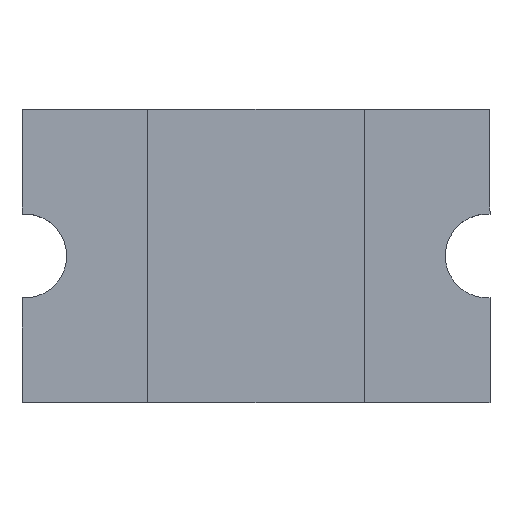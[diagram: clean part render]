
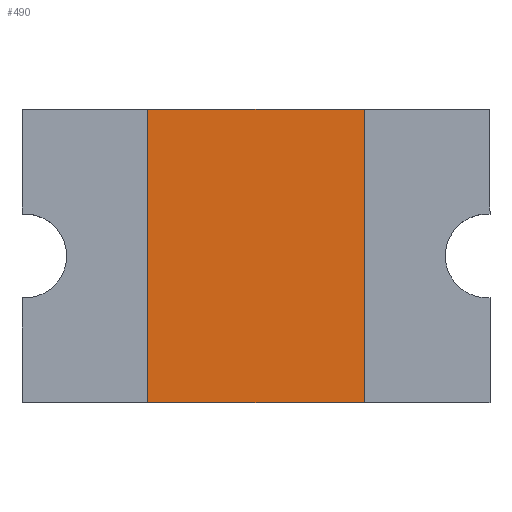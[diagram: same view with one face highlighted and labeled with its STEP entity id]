
A CAD part, top view. The second image highlights one B-rep face of the part: STEP entity #490.
In plain terms, the highlighted planar face has unit normal (0, 0, 1).
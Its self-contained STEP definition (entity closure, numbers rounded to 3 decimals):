
#1 = FACE_OUTER_BOUND ( 'NONE', #205, .T. ) ;
#15 = VERTEX_POINT ( 'NONE', #648 ) ;
#25 = VERTEX_POINT ( 'NONE', #571 ) ;
#33 = VECTOR ( 'NONE', #176, 1000. ) ;
#36 = LINE ( 'NONE', #304, #407 ) ;
#37 = ORIENTED_EDGE ( 'NONE', *, *, #374, .T. ) ;
#78 = DIRECTION ( 'NONE',  ( 0., 0., -1. ) ) ;
#87 = EDGE_CURVE ( 'NONE', #15, #255, #36, .T. ) ;
#93 = ORIENTED_EDGE ( 'NONE', *, *, #177, .T. ) ;
#154 = EDGE_CURVE ( 'NONE', #255, #25, #514, .T. ) ;
#176 = DIRECTION ( 'NONE',  ( 0., 1., 0. ) ) ;
#177 = EDGE_CURVE ( 'NONE', #606, #15, #722, .T. ) ;
#196 = CARTESIAN_POINT ( 'NONE',  ( 0., 0., 0.52 ) ) ;
#205 = EDGE_LOOP ( 'NONE', ( #824, #378, #37, #93 ) ) ;
#216 = DIRECTION ( 'NONE',  ( -1., 0., 0. ) ) ;
#255 = VERTEX_POINT ( 'NONE', #577 ) ;
#304 = CARTESIAN_POINT ( 'NONE',  ( -27.347, -16.029, 0.52 ) ) ;
#324 = DIRECTION ( 'NONE',  ( 0., -1., 0. ) ) ;
#345 = AXIS2_PLACEMENT_3D ( 'NONE', #196, #78, #396 ) ;
#352 = VECTOR ( 'NONE', #324, 1000. ) ;
#374 = EDGE_CURVE ( 'NONE', #25, #606, #774, .T. ) ;
#378 = ORIENTED_EDGE ( 'NONE', *, *, #154, .T. ) ;
#396 = DIRECTION ( 'NONE',  ( -1., 0., 0. ) ) ;
#399 = PLANE ( 'NONE',  #345 ) ;
#407 = VECTOR ( 'NONE', #216, 1000. ) ;
#411 = CARTESIAN_POINT ( 'NONE',  ( -26.316, -17.428, 0.52 ) ) ;
#443 = CARTESIAN_POINT ( 'NONE',  ( -26.316, -16.029, 0.52 ) ) ;
#490 = ADVANCED_FACE ( 'NONE', ( #1 ), #399, .F. ) ;
#514 = LINE ( 'NONE', #724, #352 ) ;
#571 = CARTESIAN_POINT ( 'NONE',  ( -27.347, -17.428, 0.52 ) ) ;
#577 = CARTESIAN_POINT ( 'NONE',  ( -27.347, -16.029, 0.52 ) ) ;
#579 = VECTOR ( 'NONE', #772, 1000. ) ;
#606 = VERTEX_POINT ( 'NONE', #411 ) ;
#648 = CARTESIAN_POINT ( 'NONE',  ( -26.316, -16.029, 0.52 ) ) ;
#706 = CARTESIAN_POINT ( 'NONE',  ( -26.316, -17.428, 0.52 ) ) ;
#722 = LINE ( 'NONE', #443, #33 ) ;
#724 = CARTESIAN_POINT ( 'NONE',  ( -27.347, -16.029, 0.52 ) ) ;
#772 = DIRECTION ( 'NONE',  ( 1., 0., 0. ) ) ;
#774 = LINE ( 'NONE', #706, #579 ) ;
#824 = ORIENTED_EDGE ( 'NONE', *, *, #87, .T. ) ;
